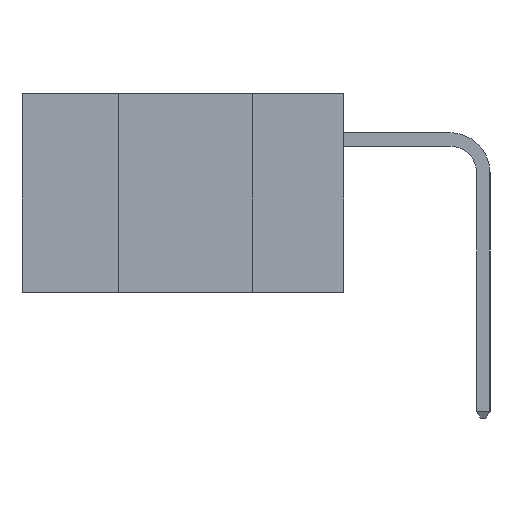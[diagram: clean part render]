
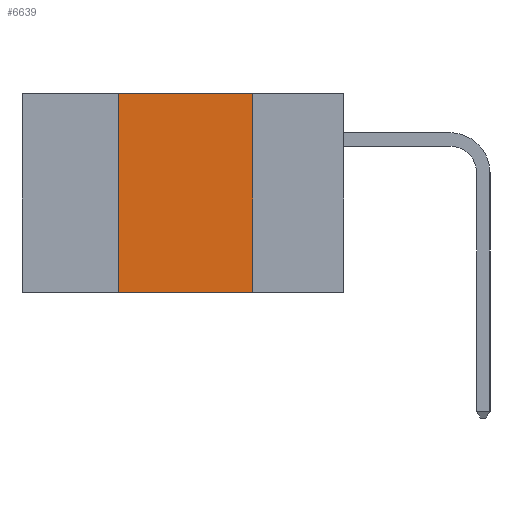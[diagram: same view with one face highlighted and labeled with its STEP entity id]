
A CAD part, left-side view. The second image highlights one B-rep face of the part: STEP entity #6639.
In plain terms, the highlighted planar face has unit normal (-1, 0, 0).
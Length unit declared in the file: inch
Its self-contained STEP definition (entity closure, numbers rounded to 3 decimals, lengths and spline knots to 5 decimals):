
#248 = DIRECTION ( 'NONE',  ( 1., 0., 0. ) ) ;
#609 = ORIENTED_EDGE ( 'NONE', *, *, #16722, .F. ) ;
#1890 = FACE_OUTER_BOUND ( 'NONE', #28123, .T. ) ;
#2013 = CARTESIAN_POINT ( 'NONE',  ( 0., 0.42, 0. ) ) ;
#4489 = EDGE_CURVE ( 'NONE', #5841, #11613, #28104, .T. ) ;
#5051 = VERTEX_POINT ( 'NONE', #10936 ) ;
#5841 = VERTEX_POINT ( 'NONE', #11295 ) ;
#6639 = ADVANCED_FACE ( 'NONE', ( #1890 ), #23119, .F. ) ;
#6801 = DIRECTION ( 'NONE',  ( 0., -1., 0. ) ) ;
#7211 = CARTESIAN_POINT ( 'NONE',  ( 0., 0.42, 0. ) ) ;
#7390 = VECTOR ( 'NONE', #14963, 39.37008 ) ;
#10067 = VECTOR ( 'NONE', #13524, 39.37008 ) ;
#10936 = CARTESIAN_POINT ( 'NONE',  ( 0., 0.17, 0. ) ) ;
#11295 = CARTESIAN_POINT ( 'NONE',  ( 0., 0.42, -0.37 ) ) ;
#11613 = VERTEX_POINT ( 'NONE', #7211 ) ;
#11635 = AXIS2_PLACEMENT_3D ( 'NONE', #25380, #248, #16362 ) ;
#11713 = VECTOR ( 'NONE', #27934, 39.37008 ) ;
#12123 = CARTESIAN_POINT ( 'NONE',  ( 0., 0.6, -0.37 ) ) ;
#12405 = LINE ( 'NONE', #12123, #11713 ) ;
#13524 = DIRECTION ( 'NONE',  ( 0., 0., 1. ) ) ;
#14342 = CARTESIAN_POINT ( 'NONE',  ( 0., 0.17, -0.37 ) ) ;
#14963 = DIRECTION ( 'NONE',  ( 0., 0., -1. ) ) ;
#16362 = DIRECTION ( 'NONE',  ( 0., 0., -1. ) ) ;
#16722 = EDGE_CURVE ( 'NONE', #11613, #5051, #28049, .T. ) ;
#18155 = CARTESIAN_POINT ( 'NONE',  ( 0., 0.6, 0. ) ) ;
#18285 = ORIENTED_EDGE ( 'NONE', *, *, #27766, .T. ) ;
#21347 = VECTOR ( 'NONE', #6801, 39.37008 ) ;
#21715 = CARTESIAN_POINT ( 'NONE',  ( 0., 0.17, 0. ) ) ;
#23119 = PLANE ( 'NONE',  #11635 ) ;
#24076 = ORIENTED_EDGE ( 'NONE', *, *, #27946, .F. ) ;
#24801 = LINE ( 'NONE', #21715, #7390 ) ;
#25023 = ORIENTED_EDGE ( 'NONE', *, *, #4489, .F. ) ;
#25380 = CARTESIAN_POINT ( 'NONE',  ( 0., 0.6, 0. ) ) ;
#27766 = EDGE_CURVE ( 'NONE', #5841, #29591, #12405, .T. ) ;
#27934 = DIRECTION ( 'NONE',  ( 0., -1., 0. ) ) ;
#27946 = EDGE_CURVE ( 'NONE', #5051, #29591, #24801, .T. ) ;
#28049 = LINE ( 'NONE', #18155, #21347 ) ;
#28104 = LINE ( 'NONE', #2013, #10067 ) ;
#28123 = EDGE_LOOP ( 'NONE', ( #24076, #609, #25023, #18285 ) ) ;
#29591 = VERTEX_POINT ( 'NONE', #14342 ) ;
